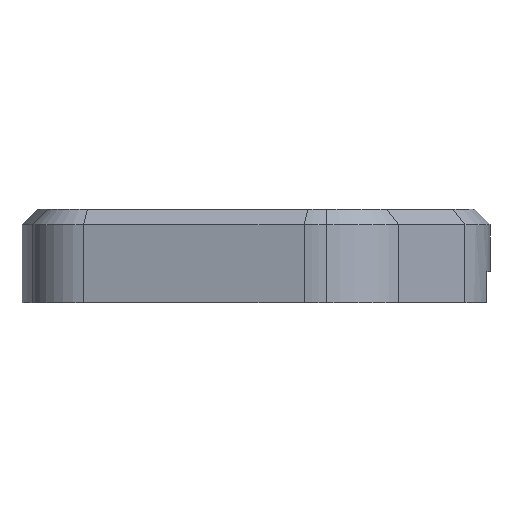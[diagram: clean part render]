
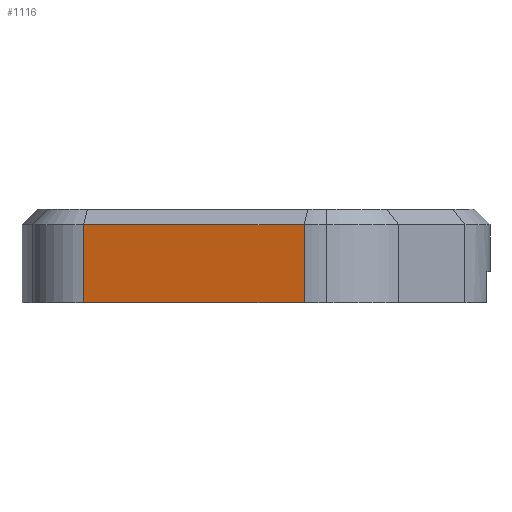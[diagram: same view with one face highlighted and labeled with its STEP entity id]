
A CAD part, left-side view. The second image highlights one B-rep face of the part: STEP entity #1116.
In plain terms, the highlighted planar face has unit normal (-0.971, 0.241, 0).
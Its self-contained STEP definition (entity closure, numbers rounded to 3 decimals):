
#13 = EDGE_CURVE ( 'NONE', #398, #901, #1199, .T. ) ;
#19 = ORIENTED_EDGE ( 'NONE', *, *, #815, .T. ) ;
#61 = DIRECTION ( 'NONE',  ( 0.971, -0.241, 0. ) ) ;
#70 = LINE ( 'NONE', #806, #1193 ) ;
#87 = VERTEX_POINT ( 'NONE', #945 ) ;
#107 = CARTESIAN_POINT ( 'NONE',  ( -11.317, 11.052, 6. ) ) ;
#398 = VERTEX_POINT ( 'NONE', #755 ) ;
#423 = DIRECTION ( 'NONE',  ( 0.241, 0.971, 0. ) ) ;
#424 = ORIENTED_EDGE ( 'NONE', *, *, #1530, .F. ) ;
#455 = DIRECTION ( 'NONE',  ( 0., 0., -1. ) ) ;
#511 = ORIENTED_EDGE ( 'NONE', *, *, #13, .T. ) ;
#541 = EDGE_LOOP ( 'NONE', ( #424, #511, #19, #1522 ) ) ;
#554 = CARTESIAN_POINT ( 'NONE',  ( -11.317, 11.052, 5. ) ) ;
#631 = LINE ( 'NONE', #894, #1159 ) ;
#755 = CARTESIAN_POINT ( 'NONE',  ( -14.824, -3.084, 5. ) ) ;
#806 = CARTESIAN_POINT ( 'NONE',  ( -11.317, 11.052, 0. ) ) ;
#815 = EDGE_CURVE ( 'NONE', #901, #1560, #1109, .T. ) ;
#836 = CARTESIAN_POINT ( 'NONE',  ( -11.317, 11.052, 0. ) ) ;
#848 = CARTESIAN_POINT ( 'NONE',  ( -11.317, 11.052, 5. ) ) ;
#875 = VECTOR ( 'NONE', #455, 1000. ) ;
#894 = CARTESIAN_POINT ( 'NONE',  ( -14.824, -3.084, 6. ) ) ;
#901 = VERTEX_POINT ( 'NONE', #848 ) ;
#945 = CARTESIAN_POINT ( 'NONE',  ( -14.824, -3.084, 0. ) ) ;
#1109 = LINE ( 'NONE', #107, #875 ) ;
#1116 = ADVANCED_FACE ( 'NONE', ( #1566 ), #1341, .F. ) ;
#1141 = DIRECTION ( 'NONE',  ( 0., 0., -1. ) ) ;
#1159 = VECTOR ( 'NONE', #1141, 1000. ) ;
#1182 = EDGE_CURVE ( 'NONE', #1560, #87, #70, .T. ) ;
#1193 = VECTOR ( 'NONE', #1315, 1000. ) ;
#1198 = CARTESIAN_POINT ( 'NONE',  ( -11.317, 11.052, 6. ) ) ;
#1199 = LINE ( 'NONE', #554, #1465 ) ;
#1224 = DIRECTION ( 'NONE',  ( 0.241, 0.971, 0. ) ) ;
#1315 = DIRECTION ( 'NONE',  ( -0.241, -0.971, 0. ) ) ;
#1341 = PLANE ( 'NONE',  #1356 ) ;
#1356 = AXIS2_PLACEMENT_3D ( 'NONE', #1198, #61, #1224 ) ;
#1465 = VECTOR ( 'NONE', #423, 1000. ) ;
#1522 = ORIENTED_EDGE ( 'NONE', *, *, #1182, .T. ) ;
#1530 = EDGE_CURVE ( 'NONE', #398, #87, #631, .T. ) ;
#1560 = VERTEX_POINT ( 'NONE', #836 ) ;
#1566 = FACE_OUTER_BOUND ( 'NONE', #541, .T. ) ;
